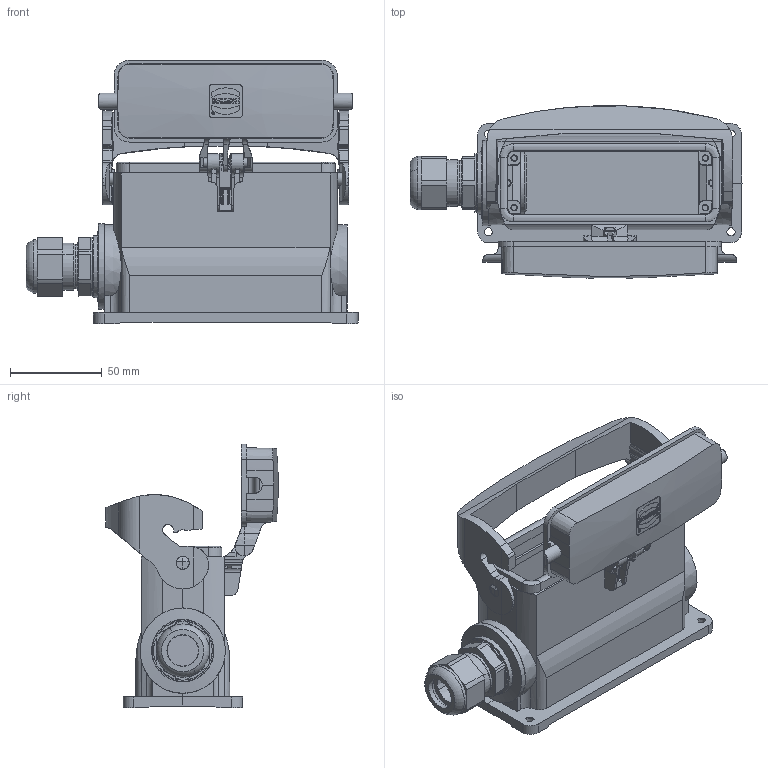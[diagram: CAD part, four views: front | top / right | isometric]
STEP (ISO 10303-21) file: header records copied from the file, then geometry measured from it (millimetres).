
FILE_DESCRIPTION(/* description */ (''),/* implementation_level */ '2;1');
FILE_NAME(/* name */ '100751931ugm000_c.stp',/* time_stamp */ '2022-03-12T06:12:55+01:00',/* author */ (''),/* organization */ (''),/* preprocessor_version */ 'ST-DEVELOPER v16.7',/* originating_system */ 'SIEMENS PLM Software NX 1911',/* authorisation */ '');
FILE_SCHEMA (('AUTOMOTIVE_DESIGN { 1 0 10303 214 3 1 1 1 }'));
Length unit declared in the file: millimetre
Products named in the file (1): 100751931ugm000_c
Bounding box: 180.65 x 93.82 x 143.5 mm (x, y, z)
Volume: 289854.3 mm3; surface area: 126171.4 mm2
Topology: 3 solids, 3 shells, 1021 faces, 2840 edges, 1847 vertices
Faces by surface type: plane 604, cylinder 240, cone 112, bspline 40, torus 12, extrusion 7, sphere 6
Full cylindrical faces by diameter (mm): 1.006 x1, 1.477 x1, 3 x4, 3.4 x4, 3.5 x4, 4.8 x2, 7.2 x2, 25 x1, 29 x1, 30 x1, 46.4 x1
Entity records: 36966 total; most frequent: CARTESIAN_POINT 9949, ORIENTED_EDGE 5554, DIRECTION 5096, EDGE_CURVE 2777, VERTEX_POINT 1826, AXIS2_PLACEMENT_3D 1732, VECTOR 1632, LINE 1625
